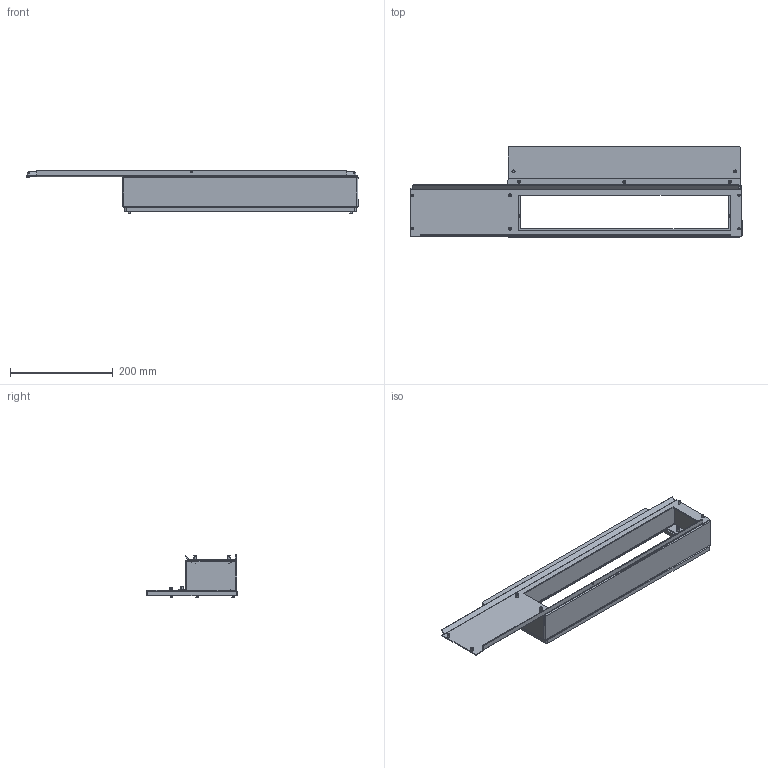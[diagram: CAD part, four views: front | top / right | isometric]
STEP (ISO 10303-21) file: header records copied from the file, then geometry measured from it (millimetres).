
FILE_DESCRIPTION (( 'STEP AP214' ), '1' );
FILE_NAME ('INGUN_115578.STEP', '2024-10-10T10:41:46', ( '' ), ( '' ), 'SwSTEP 2.0', 'SolidWorks 2021', '' );
FILE_SCHEMA (( 'AUTOMOTIVE_DESIGN' ));
Length unit declared in the file: millimetre
Products named in the file (10): 115569~1; 115670~2_S; 115671~0_S; ISO7380~n_M04,0x008; DIN912~n_M04,0x010; 114001~0_S; DIN912~n_M04,0x016; DIN7991~n_M04,0x010 VA; 113970~1_S; INGUN_115578
Assembly tree (20 placements, depth 3):
  INGUN_115578
    113970~1_S
    114001~0_S  x6
      DIN912~n_M04,0x016
    115670~2_S
    DIN912~n_M04,0x010  x4
    115569~1
    ISO7380~n_M04,0x008  x2
    115671~0_S
    DIN7991~n_M04,0x010 VA  x3
Bounding box: 646.5 x 178 x 84 mm (x, y, z)
Volume: 515695.8 mm3; surface area: 421121.9 mm2
Topology: 19 solids, 19 shells, 787 faces, 1944 edges, 1243 vertices
Faces by surface type: cylinder 479, plane 242, cone 62, torus 4
Entity records: 14954 total; most frequent: DIRECTION 2682, CARTESIAN_POINT 2414, ORIENTED_EDGE 2334, EDGE_CURVE 1167, AXIS2_PLACEMENT_3D 1025, VERTEX_POINT 741, LINE 632, VECTOR 632
